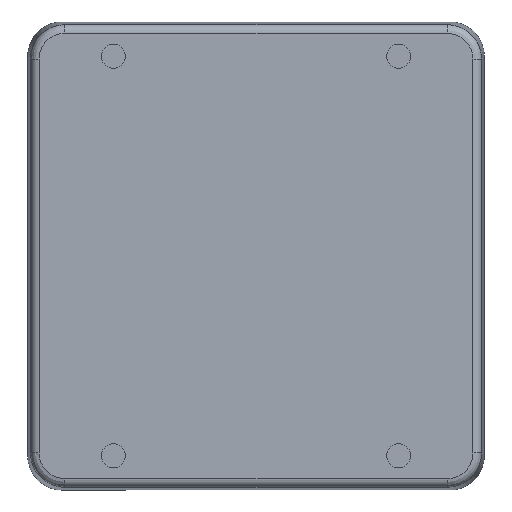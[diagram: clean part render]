
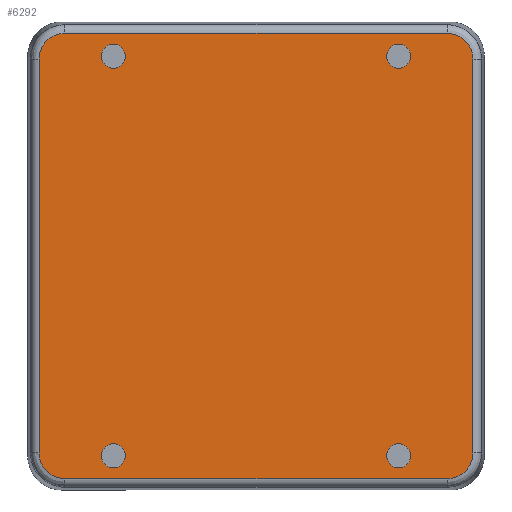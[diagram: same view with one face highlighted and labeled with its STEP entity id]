
A CAD part, left-side view. The second image highlights one B-rep face of the part: STEP entity #6292.
In plain terms, the highlighted planar face has unit normal (-1, 0, 0).
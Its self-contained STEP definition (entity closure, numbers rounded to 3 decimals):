
#228=ELLIPSE('',#7126,0.45,0.45);
#229=ELLIPSE('',#7128,0.45,0.45);
#232=ELLIPSE('',#7136,0.45,0.45);
#233=ELLIPSE('',#7138,0.45,0.45);
#468=LINE('',#13355,#788);
#470=LINE('',#13471,#790);
#471=LINE('',#13476,#791);
#473=LINE('',#13589,#793);
#788=VECTOR('',#8950,6.702);
#790=VECTOR('',#8968,6.902);
#791=VECTOR('',#8973,6.902);
#793=VECTOR('',#8989,6.702);
#969=PLANE('',#7147);
#1232=FACE_BOUND('',#2120,.T.);
#1233=FACE_BOUND('',#2121,.T.);
#1234=FACE_BOUND('',#2122,.T.);
#1235=FACE_BOUND('',#2123,.T.);
#1598=FACE_OUTER_BOUND('',#2119,.T.);
#2119=EDGE_LOOP('',(#5462,#5463,#5464,#5465,#5466,#5467,#5468,#5469));
#2120=EDGE_LOOP('',(#5470));
#2121=EDGE_LOOP('',(#5471));
#2122=EDGE_LOOP('',(#5472));
#2123=EDGE_LOOP('',(#5473));
#2525=CIRCLE('',#6945,0.21);
#2529=CIRCLE('',#6951,0.21);
#2533=CIRCLE('',#6957,0.21);
#2537=CIRCLE('',#6963,0.21);
#2999=VERTEX_POINT('',#12218);
#3003=VERTEX_POINT('',#12228);
#3007=VERTEX_POINT('',#12238);
#3011=VERTEX_POINT('',#12248);
#3112=VERTEX_POINT('',#13348);
#3115=VERTEX_POINT('',#13353);
#3116=VERTEX_POINT('',#13406);
#3119=VERTEX_POINT('',#13462);
#3120=VERTEX_POINT('',#13467);
#3123=VERTEX_POINT('',#13474);
#3124=VERTEX_POINT('',#13528);
#3127=VERTEX_POINT('',#13584);
#3772=EDGE_CURVE('',#2999,#2999,#2525,.T.);
#3776=EDGE_CURVE('',#3003,#3003,#2529,.T.);
#3780=EDGE_CURVE('',#3007,#3007,#2533,.T.);
#3784=EDGE_CURVE('',#3011,#3011,#2537,.T.);
#3918=EDGE_CURVE('',#3115,#3112,#468,.T.);
#3921=EDGE_CURVE('',#3112,#3116,#228,.T.);
#3923=EDGE_CURVE('',#3119,#3115,#229,.T.);
#3927=EDGE_CURVE('',#3116,#3120,#470,.T.);
#3929=EDGE_CURVE('',#3123,#3119,#471,.T.);
#3933=EDGE_CURVE('',#3120,#3124,#232,.T.);
#3935=EDGE_CURVE('',#3127,#3123,#233,.T.);
#3937=EDGE_CURVE('',#3124,#3127,#473,.T.);
#5462=ORIENTED_EDGE('',*,*,#3918,.F.);
#5463=ORIENTED_EDGE('',*,*,#3923,.F.);
#5464=ORIENTED_EDGE('',*,*,#3929,.F.);
#5465=ORIENTED_EDGE('',*,*,#3935,.F.);
#5466=ORIENTED_EDGE('',*,*,#3937,.F.);
#5467=ORIENTED_EDGE('',*,*,#3933,.F.);
#5468=ORIENTED_EDGE('',*,*,#3927,.F.);
#5469=ORIENTED_EDGE('',*,*,#3921,.F.);
#5470=ORIENTED_EDGE('',*,*,#3784,.T.);
#5471=ORIENTED_EDGE('',*,*,#3780,.T.);
#5472=ORIENTED_EDGE('',*,*,#3776,.T.);
#5473=ORIENTED_EDGE('',*,*,#3772,.T.);
#6292=ADVANCED_FACE('',(#1598,#1232,#1233,#1234,#1235),#969,.T.);
#6945=AXIS2_PLACEMENT_3D('',#12219,#8565,#8566);
#6951=AXIS2_PLACEMENT_3D('',#12229,#8577,#8578);
#6957=AXIS2_PLACEMENT_3D('',#12239,#8589,#8590);
#6963=AXIS2_PLACEMENT_3D('',#12249,#8601,#8602);
#7126=AXIS2_PLACEMENT_3D('',#13410,#8955,#8956);
#7128=AXIS2_PLACEMENT_3D('',#13464,#8959,#8960);
#7136=AXIS2_PLACEMENT_3D('',#13532,#8979,#8980);
#7138=AXIS2_PLACEMENT_3D('',#13586,#8983,#8984);
#7147=AXIS2_PLACEMENT_3D('',#13609,#9010,#9011);
#8565=DIRECTION('center_axis',(1.,0.,0.));
#8566=DIRECTION('ref_axis',(0.,0.,-1.));
#8577=DIRECTION('center_axis',(1.,0.,0.));
#8578=DIRECTION('ref_axis',(0.,0.,-1.));
#8589=DIRECTION('center_axis',(1.,0.,0.));
#8590=DIRECTION('ref_axis',(0.,0.,-1.));
#8601=DIRECTION('center_axis',(1.,0.,0.));
#8602=DIRECTION('ref_axis',(0.,0.,-1.));
#8950=DIRECTION('',(0.,1.,0.));
#8955=DIRECTION('center_axis',(1.,0.,0.));
#8956=DIRECTION('ref_axis',(0.,0.707,-0.707));
#8959=DIRECTION('center_axis',(1.,0.,0.));
#8960=DIRECTION('ref_axis',(0.,-0.707,-0.707));
#8968=DIRECTION('',(0.,0.,1.));
#8973=DIRECTION('',(0.,0.,-1.));
#8979=DIRECTION('center_axis',(1.,0.,0.));
#8980=DIRECTION('ref_axis',(0.,0.707,0.707));
#8983=DIRECTION('center_axis',(1.,0.,0.));
#8984=DIRECTION('ref_axis',(0.,-0.707,0.707));
#8989=DIRECTION('',(0.,-1.,0.));
#9010=DIRECTION('center_axis',(-1.,0.,0.));
#9011=DIRECTION('ref_axis',(0.,0.,1.));
#12218=CARTESIAN_POINT('',(0.,2.5,-3.29));
#12219=CARTESIAN_POINT('Origin',(0.,2.5,-3.5));
#12228=CARTESIAN_POINT('',(0.,2.5,3.71));
#12229=CARTESIAN_POINT('Origin',(0.,2.5,3.5));
#12238=CARTESIAN_POINT('',(0.,-2.5,-3.29));
#12239=CARTESIAN_POINT('Origin',(0.,-2.5,-3.5));
#12248=CARTESIAN_POINT('',(0.,-2.5,3.71));
#12249=CARTESIAN_POINT('Origin',(0.,-2.5,3.5));
#13348=CARTESIAN_POINT('',(0.,3.351,-3.901));
#13353=CARTESIAN_POINT('',(0.,-3.351,-3.901));
#13355=CARTESIAN_POINT('',(0.,-3.351,-3.901));
#13406=CARTESIAN_POINT('',(0.,3.801,-3.451));
#13410=CARTESIAN_POINT('Origin',(0.,3.351,-3.451));
#13462=CARTESIAN_POINT('',(0.,-3.801,-3.451));
#13464=CARTESIAN_POINT('Origin',(0.,-3.351,-3.451));
#13467=CARTESIAN_POINT('',(0.,3.801,3.451));
#13471=CARTESIAN_POINT('',(0.,3.801,-3.451));
#13474=CARTESIAN_POINT('',(0.,-3.801,3.451));
#13476=CARTESIAN_POINT('',(0.,-3.801,3.451));
#13528=CARTESIAN_POINT('',(0.,3.351,3.901));
#13532=CARTESIAN_POINT('Origin',(0.,3.351,3.451));
#13584=CARTESIAN_POINT('',(0.,-3.351,3.901));
#13586=CARTESIAN_POINT('Origin',(0.,-3.351,3.451));
#13589=CARTESIAN_POINT('',(0.,3.351,3.901));
#13609=CARTESIAN_POINT('Origin',(0.,-3.95,-4.1));
